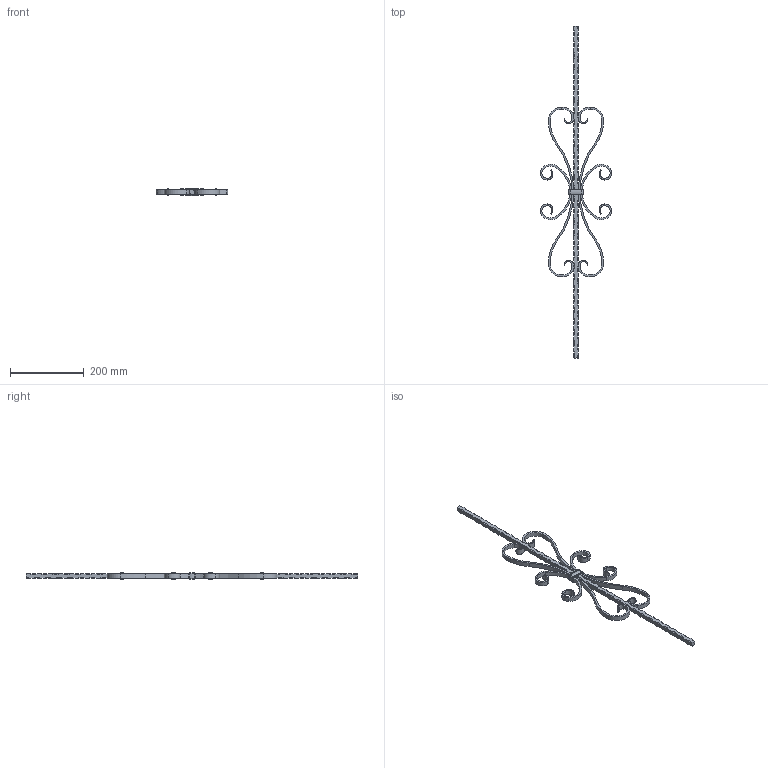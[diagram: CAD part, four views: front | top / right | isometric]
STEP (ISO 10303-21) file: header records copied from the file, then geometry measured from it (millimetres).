
FILE_DESCRIPTION (( 'STEP AP203' ), '1' );
FILE_NAME ('1271.STEP', '2023-06-19T14:02:48', ( '' ), ( '' ), 'SwSTEP 2.0', 'SolidWorks 2018', '' );
FILE_SCHEMA (( 'CONFIG_CONTROL_DESIGN' ));
Length unit declared in the file: millimetre
Products named in the file (1): 1271
Bounding box: 194.87 x 900 x 19 mm (x, y, z)
Volume: 254382.7 mm3; surface area: 119799 mm2
Topology: 4 solids, 4 shells, 634 faces, 1822 edges, 966 vertices
Faces by surface type: plane 237, torus 158, bspline 122, cylinder 117
Entity records: 24142 total; most frequent: CARTESIAN_POINT 9545, ORIENTED_EDGE 3164, DIRECTION 2845, EDGE_CURVE 1582, AXIS2_PLACEMENT_3D 1026, VERTEX_POINT 966, LINE 793, VECTOR 793
